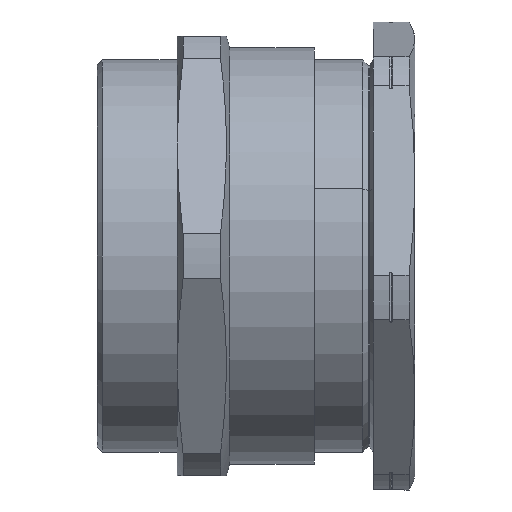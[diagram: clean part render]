
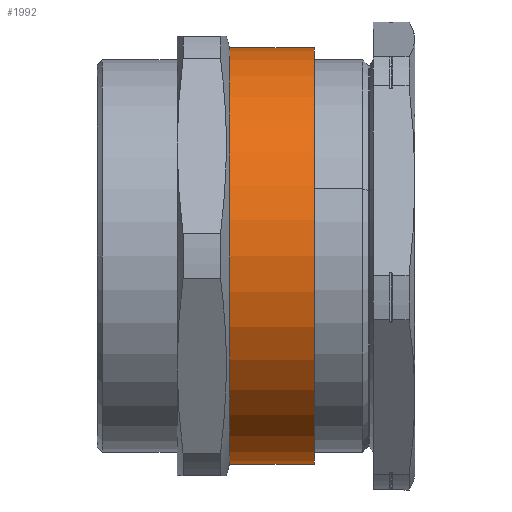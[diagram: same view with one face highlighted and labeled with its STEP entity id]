
A CAD part, front view. The second image highlights one B-rep face of the part: STEP entity #1992.
In plain terms, the highlighted cylindrical face has radius 39.75 mm (diameter 79.5 mm), a partial arc.
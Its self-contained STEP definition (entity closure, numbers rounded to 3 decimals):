
#142 = EDGE_CURVE ( 'NONE', #2716, #1608, #826, .T. ) ;
#154 = DIRECTION ( 'NONE',  ( 1., 0., 0. ) ) ;
#207 = CARTESIAN_POINT ( 'NONE',  ( 41.5, 0., 0. ) ) ;
#303 = ORIENTED_EDGE ( 'NONE', *, *, #307, .T. ) ;
#307 = EDGE_CURVE ( 'NONE', #2716, #2614, #2714, .T. ) ;
#432 = DIRECTION ( 'NONE',  ( 1., 0., 0. ) ) ;
#695 = DIRECTION ( 'NONE',  ( 0., 0., -1. ) ) ;
#749 = CARTESIAN_POINT ( 'NONE',  ( 25.3, 0., -39.75 ) ) ;
#826 = LINE ( 'NONE', #1467, #1935 ) ;
#857 = EDGE_CURVE ( 'NONE', #2614, #1035, #2307, .T. ) ;
#860 = AXIS2_PLACEMENT_3D ( 'NONE', #2377, #2144, #1272 ) ;
#974 = DIRECTION ( 'NONE',  ( 1., 0., 0. ) ) ;
#1028 = CARTESIAN_POINT ( 'NONE',  ( 41.5, 0., -39.75 ) ) ;
#1035 = VERTEX_POINT ( 'NONE', #1028 ) ;
#1130 = VECTOR ( 'NONE', #2261, 1000. ) ;
#1166 = DIRECTION ( 'NONE',  ( 0., 0., -1. ) ) ;
#1272 = DIRECTION ( 'NONE',  ( 0., 0., -1. ) ) ;
#1351 = CARTESIAN_POINT ( 'NONE',  ( 41.5, 0., -39.75 ) ) ;
#1381 = FACE_OUTER_BOUND ( 'NONE', #1565, .T. ) ;
#1467 = CARTESIAN_POINT ( 'NONE',  ( 41.5, 0., 39.75 ) ) ;
#1468 = EDGE_CURVE ( 'NONE', #1608, #1035, #1506, .T. ) ;
#1506 = CIRCLE ( 'NONE', #1921, 39.75 ) ;
#1565 = EDGE_LOOP ( 'NONE', ( #2248, #303, #2095, #2186 ) ) ;
#1608 = VERTEX_POINT ( 'NONE', #1873 ) ;
#1762 = AXIS2_PLACEMENT_3D ( 'NONE', #207, #432, #695 ) ;
#1858 = CARTESIAN_POINT ( 'NONE',  ( 41.5, 0., 0. ) ) ;
#1873 = CARTESIAN_POINT ( 'NONE',  ( 41.5, 0., 39.75 ) ) ;
#1921 = AXIS2_PLACEMENT_3D ( 'NONE', #1858, #974, #1166 ) ;
#1935 = VECTOR ( 'NONE', #154, 1000. ) ;
#1992 = ADVANCED_FACE ( 'NONE', ( #1381 ), #2802, .T. ) ;
#2095 = ORIENTED_EDGE ( 'NONE', *, *, #857, .T. ) ;
#2144 = DIRECTION ( 'NONE',  ( 1., 0., 0. ) ) ;
#2186 = ORIENTED_EDGE ( 'NONE', *, *, #1468, .F. ) ;
#2248 = ORIENTED_EDGE ( 'NONE', *, *, #142, .F. ) ;
#2261 = DIRECTION ( 'NONE',  ( 1., 0., 0. ) ) ;
#2307 = LINE ( 'NONE', #1351, #1130 ) ;
#2377 = CARTESIAN_POINT ( 'NONE',  ( 25.3, 0., 0. ) ) ;
#2493 = CARTESIAN_POINT ( 'NONE',  ( 25.3, 0., 39.75 ) ) ;
#2614 = VERTEX_POINT ( 'NONE', #749 ) ;
#2714 = CIRCLE ( 'NONE', #860, 39.75 ) ;
#2716 = VERTEX_POINT ( 'NONE', #2493 ) ;
#2802 = CYLINDRICAL_SURFACE ( 'NONE', #1762, 39.75 ) ;
